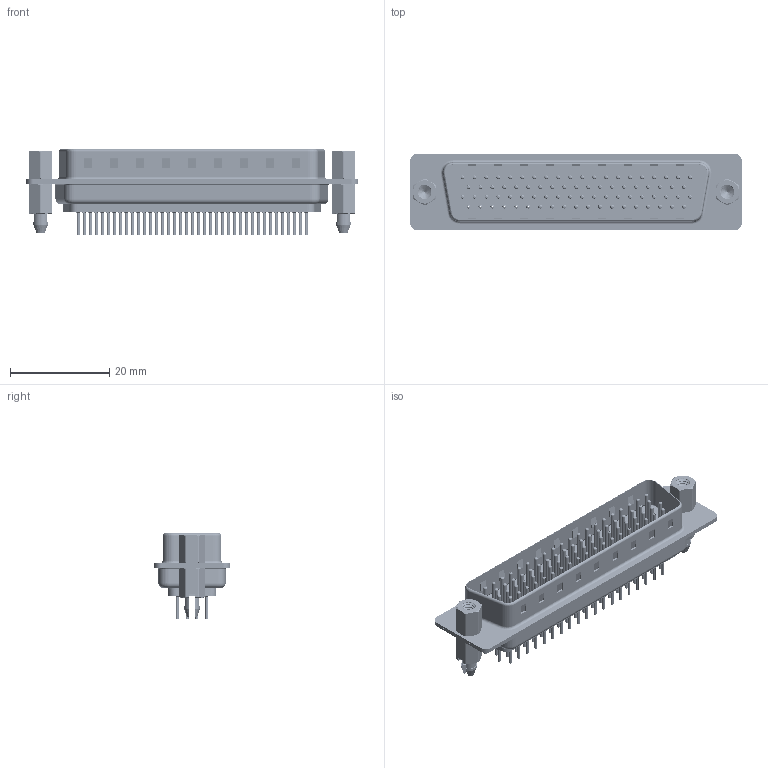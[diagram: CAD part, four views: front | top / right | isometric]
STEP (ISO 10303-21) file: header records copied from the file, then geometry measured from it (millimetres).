
FILE_DESCRIPTION (( 'STEP AP203' ), '1' );
FILE_NAME ('637-078-630-047.STEP', '2019-05-15T21:53:59', ( '' ), ( '' ), 'SwSTEP 2.0', 'SolidWorks 2016', '' );
FILE_SCHEMA (( 'CONFIG_CONTROL_DESIGN' ));
Length unit declared in the file: millimetre
Products named in the file (10): 637 4-40 Hex Standoff; 637 4-40 Threaded Boardlock_LP; 637 Housing_78 Contacts; 637-078-630-047; 637 Shell Front_78 Contacts; 637 Shell Rear_78 Contacts; 637 Contact Row 1_30; 637 Contact Row 2_30; 637 Contact Row 3_30; 637 Contact Row 78_30
Assembly tree (85 placements, depth 2):
  637-078-630-047
    637 Housing_78 Contacts
    637 Shell Front_78 Contacts
    637 Shell Rear_78 Contacts
    637 Contact Row 1_30  x19
    637 Contact Row 2_30  x20
    637 Contact Row 3_30  x19
    637 Contact Row 78_30  x20
    637 4-40 Hex Standoff  x2
    637 4-40 Threaded Boardlock_LP  x2
Bounding box: 67 x 15.4 x 17.25 mm (x, y, z)
Volume: 4660.5 mm3; surface area: 16632.7 mm2
Topology: 85 solids, 85 shells, 8412 faces, 22307 edges, 13762 vertices
Faces by surface type: cylinder 3131, torus 2312, plane 2129, cone 822, bspline 18
Entity records: 52499 total; most frequent: CARTESIAN_POINT 12919, DIRECTION 8188, ORIENTED_EDGE 7248, EDGE_CURVE 3624, AXIS2_PLACEMENT_3D 3331, VERTEX_POINT 2337, EDGE_LOOP 1843, CIRCLE 1781
